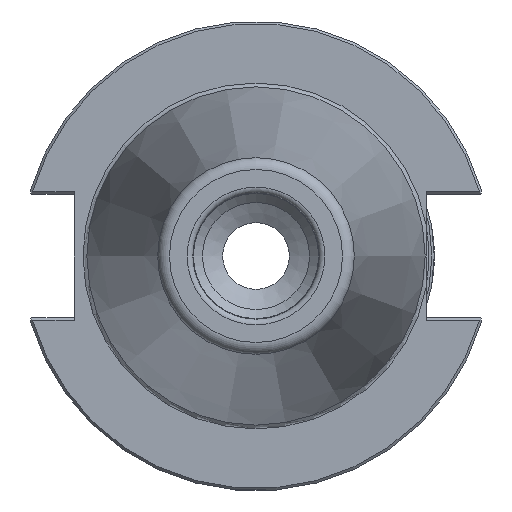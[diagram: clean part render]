
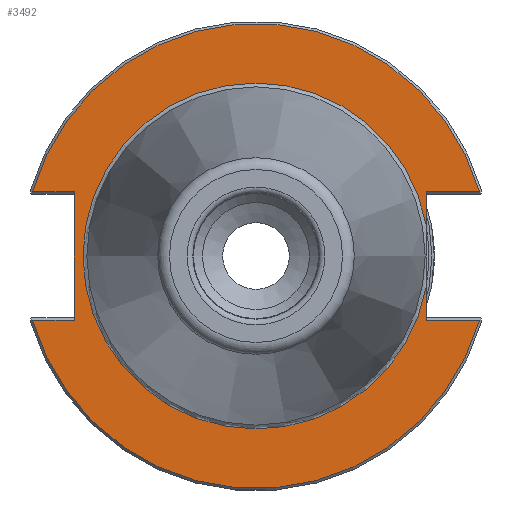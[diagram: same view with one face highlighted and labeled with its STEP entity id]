
A CAD part, left-side view. The second image highlights one B-rep face of the part: STEP entity #3492.
In plain terms, the highlighted planar face has unit normal (-1, 0, 0).
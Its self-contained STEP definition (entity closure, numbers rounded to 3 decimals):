
#254=PLANE('',#3768);
#378=FACE_OUTER_BOUND('',#564,.T.);
#564=EDGE_LOOP('',(#2715,#2716,#2717,#2718,#2719,#2720,#2721,#2722,#2723,
#2724,#2725));
#788=LINE('',#6282,#997);
#791=LINE('',#6341,#1000);
#792=LINE('',#6347,#1001);
#793=LINE('',#6349,#1002);
#794=LINE('',#6353,#1003);
#795=LINE('',#6355,#1004);
#796=LINE('',#6356,#1005);
#997=VECTOR('',#4411,10.);
#1000=VECTOR('',#4430,10.);
#1001=VECTOR('',#4435,10.);
#1002=VECTOR('',#4436,10.);
#1003=VECTOR('',#4439,10.);
#1004=VECTOR('',#4440,10.);
#1005=VECTOR('',#4441,10.);
#1168=CIRCLE('',#3766,48.25);
#1170=CIRCLE('',#3769,35.9);
#1171=CIRCLE('',#3770,35.9);
#1172=CIRCLE('',#3771,48.25);
#1491=VERTEX_POINT('',#6279);
#1492=VERTEX_POINT('',#6281);
#1500=VERTEX_POINT('',#6328);
#1503=VERTEX_POINT('',#6340);
#1504=VERTEX_POINT('',#6342);
#1505=VERTEX_POINT('',#6344);
#1506=VERTEX_POINT('',#6346);
#1507=VERTEX_POINT('',#6348);
#1508=VERTEX_POINT('',#6350);
#1509=VERTEX_POINT('',#6352);
#1510=VERTEX_POINT('',#6354);
#1950=EDGE_CURVE('',#1491,#1492,#788,.T.);
#1962=EDGE_CURVE('',#1492,#1500,#1168,.T.);
#1966=EDGE_CURVE('',#1491,#1503,#791,.T.);
#1967=EDGE_CURVE('',#1503,#1504,#1170,.T.);
#1968=EDGE_CURVE('',#1504,#1505,#1171,.T.);
#1969=EDGE_CURVE('',#1505,#1506,#792,.T.);
#1970=EDGE_CURVE('',#1507,#1506,#793,.T.);
#1971=EDGE_CURVE('',#1508,#1507,#1172,.T.);
#1972=EDGE_CURVE('',#1509,#1508,#794,.T.);
#1973=EDGE_CURVE('',#1509,#1510,#795,.T.);
#1974=EDGE_CURVE('',#1500,#1510,#796,.T.);
#2715=ORIENTED_EDGE('',*,*,#1950,.F.);
#2716=ORIENTED_EDGE('',*,*,#1966,.T.);
#2717=ORIENTED_EDGE('',*,*,#1967,.T.);
#2718=ORIENTED_EDGE('',*,*,#1968,.T.);
#2719=ORIENTED_EDGE('',*,*,#1969,.T.);
#2720=ORIENTED_EDGE('',*,*,#1970,.F.);
#2721=ORIENTED_EDGE('',*,*,#1971,.F.);
#2722=ORIENTED_EDGE('',*,*,#1972,.F.);
#2723=ORIENTED_EDGE('',*,*,#1973,.T.);
#2724=ORIENTED_EDGE('',*,*,#1974,.F.);
#2725=ORIENTED_EDGE('',*,*,#1962,.F.);
#3492=ADVANCED_FACE('',(#378),#254,.T.);
#3766=AXIS2_PLACEMENT_3D('',#6329,#4424,#4425);
#3768=AXIS2_PLACEMENT_3D('',#6339,#4428,#4429);
#3769=AXIS2_PLACEMENT_3D('',#6343,#4431,#4432);
#3770=AXIS2_PLACEMENT_3D('',#6345,#4433,#4434);
#3771=AXIS2_PLACEMENT_3D('',#6351,#4437,#4438);
#4411=DIRECTION('',(0.,-1.,0.));
#4424=DIRECTION('center_axis',(1.,0.,0.));
#4425=DIRECTION('ref_axis',(0.,0.,-1.));
#4428=DIRECTION('center_axis',(-1.,0.,0.));
#4429=DIRECTION('ref_axis',(0.,0.,1.));
#4430=DIRECTION('',(0.,0.,1.));
#4431=DIRECTION('center_axis',(1.,0.,0.));
#4432=DIRECTION('ref_axis',(0.,0.,-1.));
#4433=DIRECTION('center_axis',(1.,0.,0.));
#4434=DIRECTION('ref_axis',(0.,0.,-1.));
#4435=DIRECTION('',(0.,0.,1.));
#4436=DIRECTION('',(0.,1.,0.));
#4437=DIRECTION('center_axis',(1.,0.,0.));
#4438=DIRECTION('ref_axis',(0.,0.,-1.));
#4439=DIRECTION('',(0.,1.,0.));
#4440=DIRECTION('',(0.,0.,-1.));
#4441=DIRECTION('',(0.,-1.,0.));
#6279=CARTESIAN_POINT('',(3.175,-35.3,-13.325));
#6281=CARTESIAN_POINT('',(3.175,-46.373,-13.325));
#6282=CARTESIAN_POINT('',(3.175,-13.707,-13.325));
#6328=CARTESIAN_POINT('',(3.175,46.373,-13.325));
#6329=CARTESIAN_POINT('Origin',(3.175,0.,0.));
#6339=CARTESIAN_POINT('Origin',(3.175,48.25,0.));
#6340=CARTESIAN_POINT('',(3.175,-35.3,-6.536));
#6341=CARTESIAN_POINT('',(3.175,-35.3,-6.413));
#6342=CARTESIAN_POINT('',(3.175,0.,35.9));
#6343=CARTESIAN_POINT('Origin',(3.175,0.,0.));
#6344=CARTESIAN_POINT('',(3.175,-35.3,6.536));
#6345=CARTESIAN_POINT('Origin',(3.175,0.,0.));
#6346=CARTESIAN_POINT('',(3.175,-35.3,13.325));
#6347=CARTESIAN_POINT('',(3.175,-35.3,-6.413));
#6348=CARTESIAN_POINT('',(3.175,-46.373,13.325));
#6349=CARTESIAN_POINT('',(3.175,6.475,13.325));
#6350=CARTESIAN_POINT('',(3.175,46.373,13.325));
#6351=CARTESIAN_POINT('Origin',(3.175,0.,0.));
#6352=CARTESIAN_POINT('',(3.175,37.7,13.325));
#6353=CARTESIAN_POINT('',(3.175,61.395,13.325));
#6354=CARTESIAN_POINT('',(3.175,37.7,-13.325));
#6355=CARTESIAN_POINT('',(3.175,37.7,6.413));
#6356=CARTESIAN_POINT('',(3.175,42.975,-13.325));
